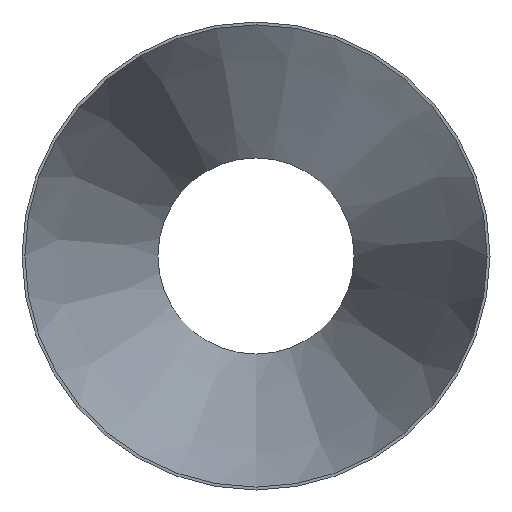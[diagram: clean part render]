
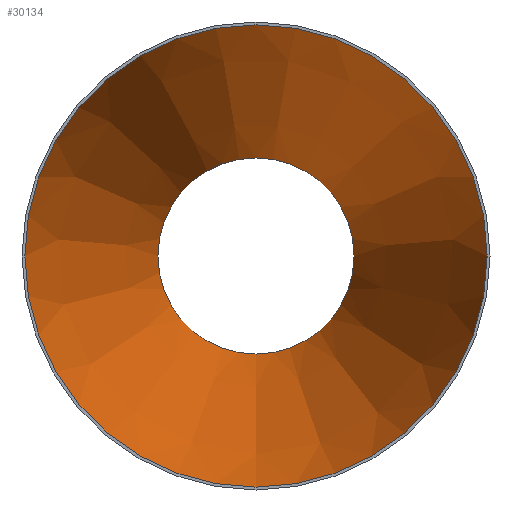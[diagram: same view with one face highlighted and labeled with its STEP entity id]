
A CAD part, front view. The second image highlights one B-rep face of the part: STEP entity #30134.
In plain terms, the highlighted conical face has half-angle 15.873 degrees and reference radius 250.881 mm.
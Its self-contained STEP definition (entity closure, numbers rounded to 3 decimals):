
#1169 = AXIS2_PLACEMENT_3D ( 'NONE', #25111, #28743, #28010 ) ;
#1848 = EDGE_LOOP ( 'NONE', ( #9464 ) ) ;
#6782 = DIRECTION ( 'NONE',  ( 0., -1., 0. ) ) ;
#8859 = VERTEX_POINT ( 'NONE', #24778 ) ;
#9377 = CIRCLE ( 'NONE', #34358, 106.431 ) ;
#9428 = FACE_OUTER_BOUND ( 'NONE', #39271, .T. ) ;
#9464 = ORIENTED_EDGE ( 'NONE', *, *, #18317, .F. ) ;
#14779 = AXIS2_PLACEMENT_3D ( 'NONE', #26338, #6782, #29730 ) ;
#14841 = EDGE_CURVE ( 'NONE', #8859, #8859, #48287, .T. ) ;
#16063 = ORIENTED_EDGE ( 'NONE', *, *, #14841, .T. ) ;
#16687 = CARTESIAN_POINT ( 'NONE',  ( 0., 508., -106.431 ) ) ;
#18317 = EDGE_CURVE ( 'NONE', #28162, #28162, #9377, .T. ) ;
#24778 = CARTESIAN_POINT ( 'NONE',  ( 0., 0., -250.881 ) ) ;
#25111 = CARTESIAN_POINT ( 'NONE',  ( 0., 0., 0. ) ) ;
#26338 = CARTESIAN_POINT ( 'NONE',  ( 0., 0., 0. ) ) ;
#28010 = DIRECTION ( 'NONE',  ( 0., 0., -1. ) ) ;
#28162 = VERTEX_POINT ( 'NONE', #16687 ) ;
#28351 = CARTESIAN_POINT ( 'NONE',  ( 0., 508., 0. ) ) ;
#28743 = DIRECTION ( 'NONE',  ( 0., -1., 0. ) ) ;
#29730 = DIRECTION ( 'NONE',  ( 0., 0., -1. ) ) ;
#30134 = ADVANCED_FACE ( 'NONE', ( #31441, #9428 ), #45556, .F. ) ;
#31441 = FACE_BOUND ( 'NONE', #1848, .T. ) ;
#34358 = AXIS2_PLACEMENT_3D ( 'NONE', #28351, #36632, #44132 ) ;
#36632 = DIRECTION ( 'NONE',  ( 0., -1., 0. ) ) ;
#39271 = EDGE_LOOP ( 'NONE', ( #16063 ) ) ;
#44132 = DIRECTION ( 'NONE',  ( 0., 0., -1. ) ) ;
#45556 = CONICAL_SURFACE ( 'NONE', #1169, 250.881, 0.277 ) ;
#48287 = CIRCLE ( 'NONE', #14779, 250.881 ) ;
